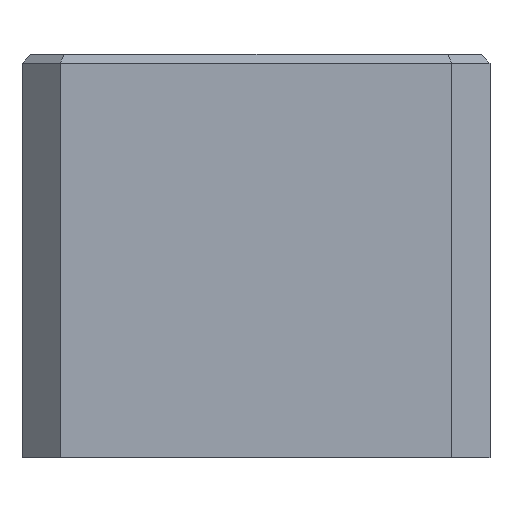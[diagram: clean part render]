
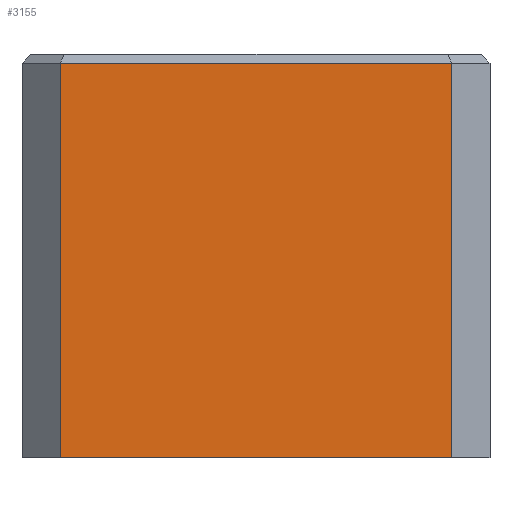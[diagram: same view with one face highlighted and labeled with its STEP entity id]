
A CAD part, front view. The second image highlights one B-rep face of the part: STEP entity #3155.
In plain terms, the highlighted planar face has unit normal (0, -1, 0).
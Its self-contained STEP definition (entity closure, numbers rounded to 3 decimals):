
#140 = DIRECTION ( 'NONE',  ( -1., 0., 0. ) ) ;
#182 = ORIENTED_EDGE ( 'NONE', *, *, #4376, .T. ) ;
#262 = VERTEX_POINT ( 'NONE', #2747 ) ;
#296 = VECTOR ( 'NONE', #691, 1000. ) ;
#520 = LINE ( 'NONE', #5352, #4913 ) ;
#691 = DIRECTION ( 'NONE',  ( 1., 0., 0. ) ) ;
#798 = VERTEX_POINT ( 'NONE', #1541 ) ;
#1006 = DIRECTION ( 'NONE',  ( 0., 0., 1. ) ) ;
#1170 = VERTEX_POINT ( 'NONE', #1592 ) ;
#1434 = DIRECTION ( 'NONE',  ( 0., 1., 0. ) ) ;
#1503 = EDGE_LOOP ( 'NONE', ( #2964, #182, #2070, #1546 ) ) ;
#1541 = CARTESIAN_POINT ( 'NONE',  ( 136., -87., 0. ) ) ;
#1546 = ORIENTED_EDGE ( 'NONE', *, *, #4792, .T. ) ;
#1568 = VECTOR ( 'NONE', #140, 1000. ) ;
#1592 = CARTESIAN_POINT ( 'NONE',  ( 3., -87., 0. ) ) ;
#1669 = DIRECTION ( 'NONE',  ( 0., 0., -1. ) ) ;
#1709 = CARTESIAN_POINT ( 'NONE',  ( 3., -87., 134. ) ) ;
#2070 = ORIENTED_EDGE ( 'NONE', *, *, #4254, .T. ) ;
#2727 = EDGE_CURVE ( 'NONE', #798, #262, #520, .T. ) ;
#2747 = CARTESIAN_POINT ( 'NONE',  ( 136., -87., 134. ) ) ;
#2964 = ORIENTED_EDGE ( 'NONE', *, *, #2727, .T. ) ;
#3155 = ADVANCED_FACE ( 'NONE', ( #3585 ), #4374, .F. ) ;
#3176 = DIRECTION ( 'NONE',  ( 0., 0., 1. ) ) ;
#3177 = LINE ( 'NONE', #4045, #1568 ) ;
#3281 = CARTESIAN_POINT ( 'NONE',  ( -10., -87., 0. ) ) ;
#3382 = VECTOR ( 'NONE', #1669, 1000. ) ;
#3585 = FACE_OUTER_BOUND ( 'NONE', #1503, .T. ) ;
#4045 = CARTESIAN_POINT ( 'NONE',  ( -10., -87., 134. ) ) ;
#4247 = CARTESIAN_POINT ( 'NONE',  ( 3., -87., 137. ) ) ;
#4254 = EDGE_CURVE ( 'NONE', #4951, #1170, #4714, .T. ) ;
#4374 = PLANE ( 'NONE',  #4740 ) ;
#4376 = EDGE_CURVE ( 'NONE', #262, #4951, #3177, .T. ) ;
#4714 = LINE ( 'NONE', #4247, #3382 ) ;
#4740 = AXIS2_PLACEMENT_3D ( 'NONE', #5316, #1434, #3176 ) ;
#4792 = EDGE_CURVE ( 'NONE', #1170, #798, #5429, .T. ) ;
#4913 = VECTOR ( 'NONE', #1006, 1000. ) ;
#4951 = VERTEX_POINT ( 'NONE', #1709 ) ;
#5316 = CARTESIAN_POINT ( 'NONE',  ( -10., -87., 137. ) ) ;
#5352 = CARTESIAN_POINT ( 'NONE',  ( 136., -87., 137. ) ) ;
#5429 = LINE ( 'NONE', #3281, #296 ) ;
